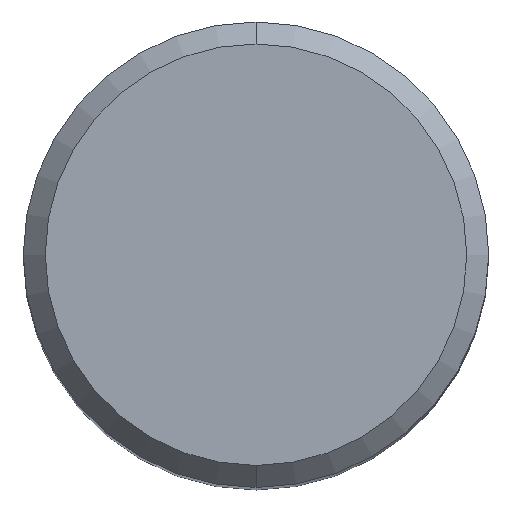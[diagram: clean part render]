
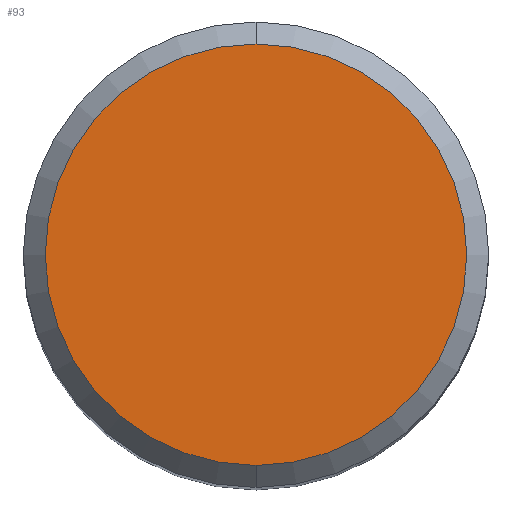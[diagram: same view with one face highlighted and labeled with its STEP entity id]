
A CAD part, top view. The second image highlights one B-rep face of the part: STEP entity #93.
In plain terms, the highlighted planar face has unit normal (0, 0, 1).
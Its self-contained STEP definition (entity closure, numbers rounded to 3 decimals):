
#68=PLANE('',#607);
#93=ADVANCED_FACE('',(#130),#68,.F.);
#130=FACE_OUTER_BOUND('',#163,.T.);
#163=EDGE_LOOP('',(#260,#261));
#260=ORIENTED_EDGE('',*,*,#371,.T.);
#261=ORIENTED_EDGE('',*,*,#370,.T.);
#317=VERTEX_POINT('',#921);
#318=VERTEX_POINT('',#923);
#370=EDGE_CURVE('',#317,#318,#411,.T.);
#371=EDGE_CURVE('',#318,#317,#412,.T.);
#411=CIRCLE('',#604,14.375);
#412=CIRCLE('',#606,14.375);
#604=AXIS2_PLACEMENT_3D('',#924,#769,#770);
#606=AXIS2_PLACEMENT_3D('',#926,#773,#774);
#607=AXIS2_PLACEMENT_3D('',#927,#775,#776);
#769=DIRECTION('',(0.,0.,1.));
#770=DIRECTION('',(0.,-1.,0.));
#773=DIRECTION('',(0.,0.,1.));
#774=DIRECTION('',(0.,1.,0.));
#775=DIRECTION('',(0.,0.,-1.));
#776=DIRECTION('',(0.,-1.,0.));
#921=CARTESIAN_POINT('',(0.,-14.375,0.));
#923=CARTESIAN_POINT('',(0.,14.375,0.));
#924=CARTESIAN_POINT('',(0.,0.,0.));
#926=CARTESIAN_POINT('',(0.,0.,0.));
#927=CARTESIAN_POINT('',(0.,0.,0.));
